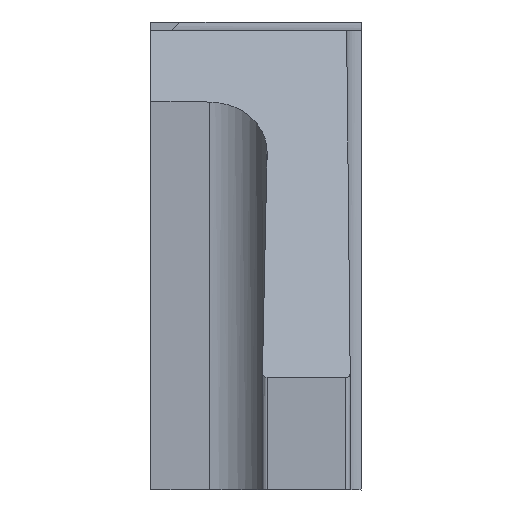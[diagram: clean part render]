
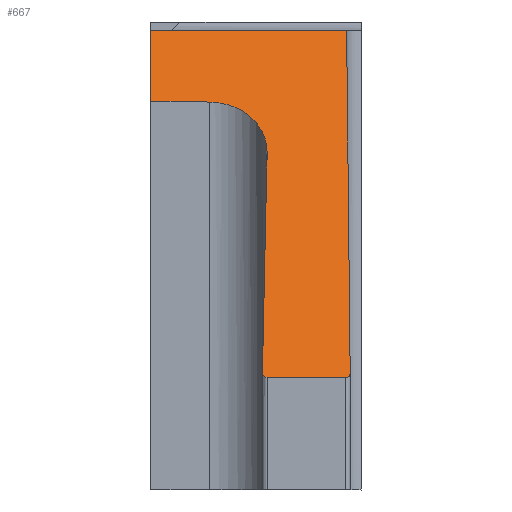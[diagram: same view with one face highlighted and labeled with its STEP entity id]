
A CAD part, front view. The second image highlights one B-rep face of the part: STEP entity #667.
In plain terms, the highlighted planar face has unit normal (0, -0.643, 0.766).
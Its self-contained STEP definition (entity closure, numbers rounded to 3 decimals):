
#94=CARTESIAN_POINT('',(0.,-6.797,-0.353));
#95=VERTEX_POINT('',#94);
#288=CARTESIAN_POINT('',(0.,-5.363,0.85));
#289=VERTEX_POINT('',#288);
#300=CARTESIAN_POINT('',(0.,-6.797,-0.353));
#301=DIRECTION('',(0.,0.766,0.643));
#302=VECTOR('',#301,1.872);
#303=LINE('',#300,#302);
#304=EDGE_CURVE('',#95,#289,#303,.T.);
#522=CARTESIAN_POINT('',(2.2,-9.208,-2.376));
#523=DIRECTION('',(0.,0.643,-0.766));
#524=DIRECTION('',(0.,0.492,0.413));
#525=AXIS2_PLACEMENT_3D('',#522,#523,#524);
#526=PLANE('',#525);
#527=CARTESIAN_POINT('',(3.349,-5.363,0.85));
#528=DIRECTION('',(0.007,-0.766,-0.643));
#529=VECTOR('',#528,9.114);
#530=LINE('',#527,#529);
#531=CARTESIAN_POINT('',(3.349,-5.363,0.85));
#532=VERTEX_POINT('',#531);
#533=CARTESIAN_POINT('',(3.41,-12.344,-5.008));
#534=VERTEX_POINT('',#533);
#535=EDGE_CURVE('',#532,#534,#530,.T.);
#536=ORIENTED_EDGE('Edge 1280',*,*,#535,.F.);
#545=CARTESIAN_POINT('',(3.41,-12.344,-5.008));
#546=CARTESIAN_POINT('',(3.41,-12.391,-5.048));
#547=CARTESIAN_POINT('',(3.377,-12.425,-5.076));
#548=CARTESIAN_POINT('',(3.33,-12.425,-5.076));
#549=(BOUNDED_CURVE()B_SPLINE_CURVE(3,(#545,#546,#547,#548),.UNSPECIFIED.,.F.,.F.)B_SPLINE_CURVE_WITH_KNOTS((4,4),(0.,1.),.UNSPECIFIED.)CURVE()GEOMETRIC_REPRESENTATION_ITEM()RATIONAL_B_SPLINE_CURVE((1.,0.803,0.803,1.))REPRESENTATION_ITEM(''));
#550=CARTESIAN_POINT('',(3.33,-12.425,-5.076));
#551=VERTEX_POINT('',#550);
#552=EDGE_CURVE('',#534,#551,#549,.T.);
#553=ORIENTED_EDGE('Edge 488',*,*,#552,.F.);
#562=CARTESIAN_POINT('',(1.99,-12.425,-5.076));
#563=DIRECTION('',(1.,0.,0.));
#564=VECTOR('',#563,1.34);
#565=LINE('',#562,#564);
#566=CARTESIAN_POINT('',(1.99,-12.425,-5.076));
#567=VERTEX_POINT('',#566);
#568=EDGE_CURVE('',#567,#551,#565,.T.);
#569=ORIENTED_EDGE('Edge 493',*,*,#568,.T.);
#578=CARTESIAN_POINT('',(1.99,-12.425,-5.076));
#579=CARTESIAN_POINT('',(1.942,-12.425,-5.076));
#580=CARTESIAN_POINT('',(1.909,-12.391,-5.047));
#581=CARTESIAN_POINT('',(1.91,-12.344,-5.008));
#582=(BOUNDED_CURVE()B_SPLINE_CURVE(3,(#578,#579,#580,#581),.UNSPECIFIED.,.F.,.F.)B_SPLINE_CURVE_WITH_KNOTS((4,4),(0.,1.),.UNSPECIFIED.)CURVE()GEOMETRIC_REPRESENTATION_ITEM()RATIONAL_B_SPLINE_CURVE((1.,0.801,0.801,1.))REPRESENTATION_ITEM(''));
#583=CARTESIAN_POINT('',(1.91,-12.344,-5.008));
#584=VERTEX_POINT('',#583);
#585=EDGE_CURVE('',#567,#584,#582,.T.);
#586=ORIENTED_EDGE('Edge 498',*,*,#585,.F.);
#595=CARTESIAN_POINT('',(1.91,-12.344,-5.008));
#596=DIRECTION('',(0.013,0.766,0.643));
#597=VECTOR('',#596,5.89);
#598=LINE('',#595,#597);
#599=CARTESIAN_POINT('',(1.989,-7.832,-1.222));
#600=VERTEX_POINT('',#599);
#601=EDGE_CURVE('',#584,#600,#598,.T.);
#602=ORIENTED_EDGE('Edge 503',*,*,#601,.F.);
#611=CARTESIAN_POINT('',(1.989,-7.832,-1.222));
#612=CARTESIAN_POINT('',(1.999,-7.246,-0.73));
#613=CARTESIAN_POINT('',(1.592,-6.825,-0.377));
#614=CARTESIAN_POINT('',(1.006,-6.815,-0.368));
#615=(BOUNDED_CURVE()B_SPLINE_CURVE(3,(#611,#612,#613,#614),.UNSPECIFIED.,.F.,.F.)B_SPLINE_CURVE_WITH_KNOTS((4,4),(0.,1.),.UNSPECIFIED.)CURVE()GEOMETRIC_REPRESENTATION_ITEM()RATIONAL_B_SPLINE_CURVE((1.,0.805,0.805,1.))REPRESENTATION_ITEM(''));
#616=CARTESIAN_POINT('',(1.006,-6.815,-0.368));
#617=VERTEX_POINT('',#616);
#618=EDGE_CURVE('',#600,#617,#615,.T.);
#619=ORIENTED_EDGE('Edge 508',*,*,#618,.F.);
#628=CARTESIAN_POINT('',(1.006,-6.815,-0.368));
#629=DIRECTION('',(-1.,0.017,0.015));
#630=VECTOR('',#629,1.007);
#631=LINE('',#628,#630);
#632=EDGE_CURVE('',#617,#95,#631,.T.);
#633=ORIENTED_EDGE('Edge 513',*,*,#632,.F.);
#642=ORIENTED_EDGE('Edge 518',*,*,#304,.F.);
#651=CARTESIAN_POINT('',(3.349,-5.363,0.85));
#652=DIRECTION('',(-1.,0.,0.));
#653=VECTOR('',#652,3.349);
#654=LINE('',#651,#653);
#655=EDGE_CURVE('',#532,#289,#654,.T.);
#656=ORIENTED_EDGE('Edge 523',*,*,#655,.T.);
#665=EDGE_LOOP('',(#656,#642,#633,#619,#602,#586,#569,#553,#536));
#666=FACE_OUTER_BOUND('Loop 524',#665,.T.);
#667=ADVANCED_FACE('Face 525',(#666),#526,.F.);
